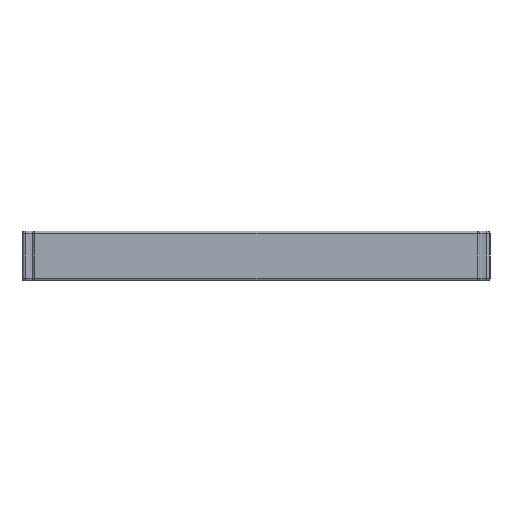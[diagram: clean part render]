
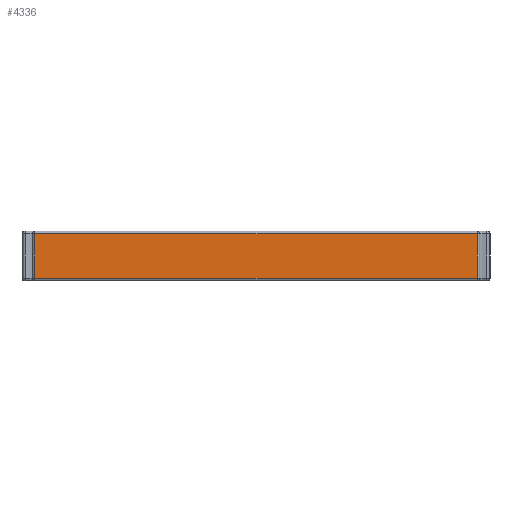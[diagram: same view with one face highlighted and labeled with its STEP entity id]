
A CAD part, front view. The second image highlights one B-rep face of the part: STEP entity #4336.
In plain terms, the highlighted planar face has unit normal (0, -1, 0).
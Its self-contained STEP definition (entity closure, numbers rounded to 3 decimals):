
#656 = VERTEX_POINT('',#657);
#657 = CARTESIAN_POINT('',(-89.,-13.,1.));
#671 = CYLINDRICAL_SURFACE('',#672,1.);
#672 = AXIS2_PLACEMENT_3D('',#673,#674,#675);
#673 = CARTESIAN_POINT('',(-89.,-12.,0.));
#674 = DIRECTION('',(0.,0.,1.));
#675 = DIRECTION('',(0.,-1.,0.));
#697 = CYLINDRICAL_SURFACE('',#698,1.);
#698 = AXIS2_PLACEMENT_3D('',#699,#700,#701);
#699 = CARTESIAN_POINT('',(-90.,-12.,1.));
#700 = DIRECTION('',(1.,0.,0.));
#701 = DIRECTION('',(0.,0.,-1.));
#1491 = VERTEX_POINT('',#1492);
#1492 = CARTESIAN_POINT('',(-89.,-13.,19.));
#1517 = EDGE_CURVE('',#656,#1491,#1518,.T.);
#1518 = SURFACE_CURVE('',#1519,(#1523,#1530),.PCURVE_S1.);
#1519 = LINE('',#1520,#1521);
#1520 = CARTESIAN_POINT('',(-89.,-13.,0.));
#1521 = VECTOR('',#1522,1.);
#1522 = DIRECTION('',(0.,0.,1.));
#1523 = PCURVE('',#671,#1524);
#1524 = DEFINITIONAL_REPRESENTATION('',(#1525),#1529);
#1525 = LINE('',#1526,#1527);
#1526 = CARTESIAN_POINT('',(-0.,0.));
#1527 = VECTOR('',#1528,1.);
#1528 = DIRECTION('',(-0.,1.));
#1529 = ( GEOMETRIC_REPRESENTATION_CONTEXT(2) 
PARAMETRIC_REPRESENTATION_CONTEXT() REPRESENTATION_CONTEXT('2D SPACE',''
  ) );
#1530 = PCURVE('',#1531,#1536);
#1531 = PLANE('',#1532);
#1532 = AXIS2_PLACEMENT_3D('',#1533,#1534,#1535);
#1533 = CARTESIAN_POINT('',(0.,-13.,10.));
#1534 = DIRECTION('',(-0.,-1.,-0.));
#1535 = DIRECTION('',(0.,0.,-1.));
#1536 = DEFINITIONAL_REPRESENTATION('',(#1537),#1541);
#1537 = LINE('',#1538,#1539);
#1538 = CARTESIAN_POINT('',(10.,-89.));
#1539 = VECTOR('',#1540,1.);
#1540 = DIRECTION('',(-1.,0.));
#1541 = ( GEOMETRIC_REPRESENTATION_CONTEXT(2) 
PARAMETRIC_REPRESENTATION_CONTEXT() REPRESENTATION_CONTEXT('2D SPACE',''
  ) );
#2124 = CYLINDRICAL_SURFACE('',#2125,1.);
#2125 = AXIS2_PLACEMENT_3D('',#2126,#2127,#2128);
#2126 = CARTESIAN_POINT('',(-90.,-12.,19.));
#2127 = DIRECTION('',(1.,0.,0.));
#2128 = DIRECTION('',(0.,-1.,0.));
#2931 = VERTEX_POINT('',#2932);
#2932 = CARTESIAN_POINT('',(89.,-13.,1.));
#2947 = CYLINDRICAL_SURFACE('',#2948,1.);
#2948 = AXIS2_PLACEMENT_3D('',#2949,#2950,#2951);
#2949 = CARTESIAN_POINT('',(89.,-12.,0.));
#2950 = DIRECTION('',(0.,0.,1.));
#2951 = DIRECTION('',(-0.,-1.,-0.));
#3682 = VERTEX_POINT('',#3683);
#3683 = CARTESIAN_POINT('',(89.,-13.,19.));
#3710 = EDGE_CURVE('',#2931,#3682,#3711,.T.);
#3711 = SURFACE_CURVE('',#3712,(#3716,#3723),.PCURVE_S1.);
#3712 = LINE('',#3713,#3714);
#3713 = CARTESIAN_POINT('',(89.,-13.,0.));
#3714 = VECTOR('',#3715,1.);
#3715 = DIRECTION('',(0.,0.,1.));
#3716 = PCURVE('',#2947,#3717);
#3717 = DEFINITIONAL_REPRESENTATION('',(#3718),#3722);
#3718 = LINE('',#3719,#3720);
#3719 = CARTESIAN_POINT('',(0.,0.));
#3720 = VECTOR('',#3721,1.);
#3721 = DIRECTION('',(0.,1.));
#3722 = ( GEOMETRIC_REPRESENTATION_CONTEXT(2) 
PARAMETRIC_REPRESENTATION_CONTEXT() REPRESENTATION_CONTEXT('2D SPACE',''
  ) );
#3723 = PCURVE('',#1531,#3724);
#3724 = DEFINITIONAL_REPRESENTATION('',(#3725),#3729);
#3725 = LINE('',#3726,#3727);
#3726 = CARTESIAN_POINT('',(10.,89.));
#3727 = VECTOR('',#3728,1.);
#3728 = DIRECTION('',(-1.,0.));
#3729 = ( GEOMETRIC_REPRESENTATION_CONTEXT(2) 
PARAMETRIC_REPRESENTATION_CONTEXT() REPRESENTATION_CONTEXT('2D SPACE',''
  ) );
#4336 = ADVANCED_FACE('',(#4337),#1531,.T.);
#4337 = FACE_BOUND('',#4338,.T.);
#4338 = EDGE_LOOP('',(#4339,#4360,#4361,#4382));
#4339 = ORIENTED_EDGE('',*,*,#4340,.T.);
#4340 = EDGE_CURVE('',#656,#2931,#4341,.T.);
#4341 = SURFACE_CURVE('',#4342,(#4346,#4353),.PCURVE_S1.);
#4342 = LINE('',#4343,#4344);
#4343 = CARTESIAN_POINT('',(-90.,-13.,1.));
#4344 = VECTOR('',#4345,1.);
#4345 = DIRECTION('',(1.,0.,0.));
#4346 = PCURVE('',#1531,#4347);
#4347 = DEFINITIONAL_REPRESENTATION('',(#4348),#4352);
#4348 = LINE('',#4349,#4350);
#4349 = CARTESIAN_POINT('',(9.,-90.));
#4350 = VECTOR('',#4351,1.);
#4351 = DIRECTION('',(0.,1.));
#4352 = ( GEOMETRIC_REPRESENTATION_CONTEXT(2) 
PARAMETRIC_REPRESENTATION_CONTEXT() REPRESENTATION_CONTEXT('2D SPACE',''
  ) );
#4353 = PCURVE('',#697,#4354);
#4354 = DEFINITIONAL_REPRESENTATION('',(#4355),#4359);
#4355 = LINE('',#4356,#4357);
#4356 = CARTESIAN_POINT('',(-1.571,0.));
#4357 = VECTOR('',#4358,1.);
#4358 = DIRECTION('',(-0.,1.));
#4359 = ( GEOMETRIC_REPRESENTATION_CONTEXT(2) 
PARAMETRIC_REPRESENTATION_CONTEXT() REPRESENTATION_CONTEXT('2D SPACE',''
  ) );
#4360 = ORIENTED_EDGE('',*,*,#3710,.T.);
#4361 = ORIENTED_EDGE('',*,*,#4362,.T.);
#4362 = EDGE_CURVE('',#3682,#1491,#4363,.T.);
#4363 = SURFACE_CURVE('',#4364,(#4368,#4375),.PCURVE_S1.);
#4364 = LINE('',#4365,#4366);
#4365 = CARTESIAN_POINT('',(90.,-13.,19.));
#4366 = VECTOR('',#4367,1.);
#4367 = DIRECTION('',(-1.,-0.,-0.));
#4368 = PCURVE('',#1531,#4369);
#4369 = DEFINITIONAL_REPRESENTATION('',(#4370),#4374);
#4370 = LINE('',#4371,#4372);
#4371 = CARTESIAN_POINT('',(-9.,90.));
#4372 = VECTOR('',#4373,1.);
#4373 = DIRECTION('',(0.,-1.));
#4374 = ( GEOMETRIC_REPRESENTATION_CONTEXT(2) 
PARAMETRIC_REPRESENTATION_CONTEXT() REPRESENTATION_CONTEXT('2D SPACE',''
  ) );
#4375 = PCURVE('',#2124,#4376);
#4376 = DEFINITIONAL_REPRESENTATION('',(#4377),#4381);
#4377 = LINE('',#4378,#4379);
#4378 = CARTESIAN_POINT('',(-0.,180.));
#4379 = VECTOR('',#4380,1.);
#4380 = DIRECTION('',(-0.,-1.));
#4381 = ( GEOMETRIC_REPRESENTATION_CONTEXT(2) 
PARAMETRIC_REPRESENTATION_CONTEXT() REPRESENTATION_CONTEXT('2D SPACE',''
  ) );
#4382 = ORIENTED_EDGE('',*,*,#1517,.F.);
